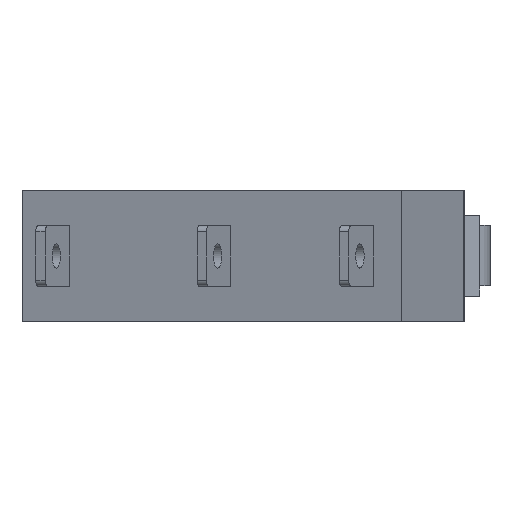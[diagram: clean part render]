
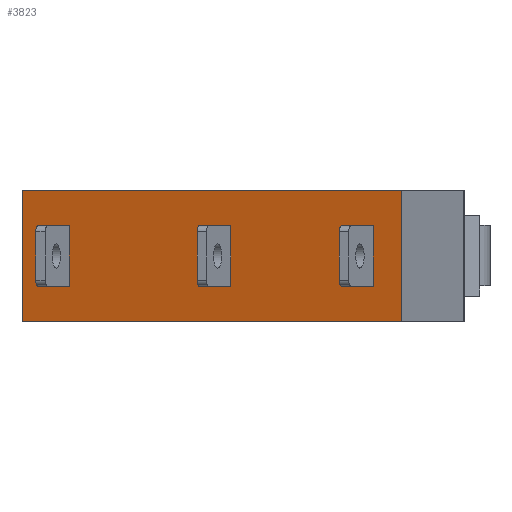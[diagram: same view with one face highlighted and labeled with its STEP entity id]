
A CAD part, front view. The second image highlights one B-rep face of the part: STEP entity #3823.
In plain terms, the highlighted planar face has unit normal (-0.342, -0.94, 0).
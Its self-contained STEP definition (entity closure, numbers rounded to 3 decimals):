
#9 = VERTEX_POINT ( 'NONE', #67 ) ;
#52 = FACE_OUTER_BOUND ( 'NONE', #3687, .T. ) ;
#67 = CARTESIAN_POINT ( 'NONE',  ( 14.859, -32.151, 25.77 ) ) ;
#83 = CARTESIAN_POINT ( 'NONE',  ( 29.894, -37.623, 25.77 ) ) ;
#90 = VECTOR ( 'NONE', #2642, 1000. ) ;
#105 = LINE ( 'NONE', #2239, #1877 ) ;
#192 = LINE ( 'NONE', #3816, #3878 ) ;
#197 = ORIENTED_EDGE ( 'NONE', *, *, #2987, .T. ) ;
#212 = LINE ( 'NONE', #4278, #2089 ) ;
#220 = CARTESIAN_POINT ( 'NONE',  ( 12.98, -31.467, 27.52 ) ) ;
#221 = EDGE_LOOP ( 'NONE', ( #2334, #1741, #2194, #533 ) ) ;
#267 = VERTEX_POINT ( 'NONE', #3770 ) ;
#305 = DIRECTION ( 'NONE',  ( -0.94, 0.342, 0. ) ) ;
#337 = VERTEX_POINT ( 'NONE', #3830 ) ;
#413 = EDGE_CURVE ( 'NONE', #2271, #2265, #3405, .T. ) ;
#486 = EDGE_LOOP ( 'NONE', ( #2661, #1576, #1148, #795 ) ) ;
#497 = CARTESIAN_POINT ( 'NONE',  ( 30.364, -37.794, 25.77 ) ) ;
#533 = ORIENTED_EDGE ( 'NONE', *, *, #734, .F. ) ;
#596 = VERTEX_POINT ( 'NONE', #708 ) ;
#630 = ORIENTED_EDGE ( 'NONE', *, *, #3500, .F. ) ;
#701 = VERTEX_POINT ( 'NONE', #1651 ) ;
#704 = EDGE_CURVE ( 'NONE', #4047, #267, #192, .T. ) ;
#708 = CARTESIAN_POINT ( 'NONE',  ( 22.847, -35.058, 22.77 ) ) ;
#709 = LINE ( 'NONE', #4496, #1435 ) ;
#734 = EDGE_CURVE ( 'NONE', #1796, #337, #3030, .T. ) ;
#795 = ORIENTED_EDGE ( 'NONE', *, *, #704, .F. ) ;
#847 = ORIENTED_EDGE ( 'NONE', *, *, #2072, .F. ) ;
#1003 = VECTOR ( 'NONE', #1517, 1000. ) ;
#1038 = VERTEX_POINT ( 'NONE', #1833 ) ;
#1073 = CARTESIAN_POINT ( 'NONE',  ( 14.859, -32.151, 25.77 ) ) ;
#1093 = VERTEX_POINT ( 'NONE', #83 ) ;
#1115 = LINE ( 'NONE', #2245, #1003 ) ;
#1148 = ORIENTED_EDGE ( 'NONE', *, *, #1280, .F. ) ;
#1280 = EDGE_CURVE ( 'NONE', #267, #2424, #3786, .T. ) ;
#1301 = DIRECTION ( 'NONE',  ( 0.94, -0.342, 0. ) ) ;
#1355 = DIRECTION ( 'NONE',  ( 0., 0., 1. ) ) ;
#1368 = CARTESIAN_POINT ( 'NONE',  ( 31.774, -38.307, 27.52 ) ) ;
#1435 = VECTOR ( 'NONE', #2717, 1000. ) ;
#1457 = EDGE_CURVE ( 'NONE', #4226, #2316, #709, .T. ) ;
#1517 = DIRECTION ( 'NONE',  ( -0.94, 0.342, 0. ) ) ;
#1540 = CARTESIAN_POINT ( 'NONE',  ( 22.847, -35.058, 25.77 ) ) ;
#1576 = ORIENTED_EDGE ( 'NONE', *, *, #3040, .F. ) ;
#1615 = VECTOR ( 'NONE', #4314, 1000. ) ;
#1624 = AXIS2_PLACEMENT_3D ( 'NONE', #4230, #2082, #4580 ) ;
#1628 = EDGE_CURVE ( 'NONE', #2076, #4328, #4421, .T. ) ;
#1645 = CARTESIAN_POINT ( 'NONE',  ( 12.98, -31.467, 21.02 ) ) ;
#1651 = CARTESIAN_POINT ( 'NONE',  ( 15.329, -32.322, 25.77 ) ) ;
#1667 = DIRECTION ( 'NONE',  ( 0.94, -0.342, 0. ) ) ;
#1674 = VECTOR ( 'NONE', #3113, 1000. ) ;
#1700 = CARTESIAN_POINT ( 'NONE',  ( 23.317, -35.229, 25.77 ) ) ;
#1701 = ORIENTED_EDGE ( 'NONE', *, *, #413, .T. ) ;
#1741 = ORIENTED_EDGE ( 'NONE', *, *, #3308, .F. ) ;
#1772 = EDGE_CURVE ( 'NONE', #337, #701, #4468, .T. ) ;
#1796 = VERTEX_POINT ( 'NONE', #3280 ) ;
#1815 = VECTOR ( 'NONE', #2452, 1000. ) ;
#1833 = CARTESIAN_POINT ( 'NONE',  ( 22.847, -35.058, 25.77 ) ) ;
#1877 = VECTOR ( 'NONE', #3326, 1000. ) ;
#1896 = DIRECTION ( 'NONE',  ( 0., 0., -1. ) ) ;
#1905 = CARTESIAN_POINT ( 'NONE',  ( 31.774, -38.307, 21.02 ) ) ;
#1934 = LINE ( 'NONE', #2800, #1815 ) ;
#1967 = VECTOR ( 'NONE', #1667, 1000. ) ;
#2013 = CARTESIAN_POINT ( 'NONE',  ( 14.859, -32.151, 22.77 ) ) ;
#2072 = EDGE_CURVE ( 'NONE', #4328, #1038, #1115, .T. ) ;
#2076 = VERTEX_POINT ( 'NONE', #3334 ) ;
#2082 = DIRECTION ( 'NONE',  ( 0.342, 0.94, 0. ) ) ;
#2087 = ORIENTED_EDGE ( 'NONE', *, *, #4264, .F. ) ;
#2089 = VECTOR ( 'NONE', #2138, 1000. ) ;
#2115 = CARTESIAN_POINT ( 'NONE',  ( 30.364, -37.794, 25.77 ) ) ;
#2138 = DIRECTION ( 'NONE',  ( 0., 0., -1. ) ) ;
#2145 = VECTOR ( 'NONE', #3566, 1000. ) ;
#2194 = ORIENTED_EDGE ( 'NONE', *, *, #1772, .F. ) ;
#2199 = CARTESIAN_POINT ( 'NONE',  ( 15.329, -32.322, 25.77 ) ) ;
#2214 = ORIENTED_EDGE ( 'NONE', *, *, #1628, .F. ) ;
#2239 = CARTESIAN_POINT ( 'NONE',  ( 29.894, -37.623, 25.77 ) ) ;
#2245 = CARTESIAN_POINT ( 'NONE',  ( 22.847, -35.058, 25.77 ) ) ;
#2265 = VERTEX_POINT ( 'NONE', #4134 ) ;
#2271 = VERTEX_POINT ( 'NONE', #3775 ) ;
#2316 = VERTEX_POINT ( 'NONE', #220 ) ;
#2318 = LINE ( 'NONE', #3176, #4118 ) ;
#2334 = ORIENTED_EDGE ( 'NONE', *, *, #4584, .F. ) ;
#2424 = VERTEX_POINT ( 'NONE', #2115 ) ;
#2426 = CARTESIAN_POINT ( 'NONE',  ( 31.774, -38.307, 21.02 ) ) ;
#2448 = VECTOR ( 'NONE', #1355, 1000. ) ;
#2452 = DIRECTION ( 'NONE',  ( -0.94, 0.342, 0. ) ) ;
#2488 = CARTESIAN_POINT ( 'NONE',  ( 23.317, -35.229, 25.77 ) ) ;
#2642 = DIRECTION ( 'NONE',  ( 0., 0., 1. ) ) ;
#2661 = ORIENTED_EDGE ( 'NONE', *, *, #4094, .F. ) ;
#2717 = DIRECTION ( 'NONE',  ( 0., 0., 1. ) ) ;
#2748 = LINE ( 'NONE', #1905, #3730 ) ;
#2761 = ORIENTED_EDGE ( 'NONE', *, *, #1457, .F. ) ;
#2778 = FACE_BOUND ( 'NONE', #221, .T. ) ;
#2800 = CARTESIAN_POINT ( 'NONE',  ( 29.894, -37.623, 25.77 ) ) ;
#2825 = LINE ( 'NONE', #1540, #4618 ) ;
#2879 = VECTOR ( 'NONE', #305, 1000. ) ;
#2987 = EDGE_CURVE ( 'NONE', #2265, #2316, #3847, .T. ) ;
#3030 = LINE ( 'NONE', #2013, #1967 ) ;
#3040 = EDGE_CURVE ( 'NONE', #2424, #1093, #1934, .T. ) ;
#3102 = LINE ( 'NONE', #1073, #2145 ) ;
#3113 = DIRECTION ( 'NONE',  ( 0., 0., 1. ) ) ;
#3176 = CARTESIAN_POINT ( 'NONE',  ( 22.847, -35.058, 22.77 ) ) ;
#3280 = CARTESIAN_POINT ( 'NONE',  ( 14.859, -32.151, 22.77 ) ) ;
#3308 = EDGE_CURVE ( 'NONE', #701, #9, #3102, .T. ) ;
#3309 = CARTESIAN_POINT ( 'NONE',  ( 29.894, -37.623, 22.77 ) ) ;
#3326 = DIRECTION ( 'NONE',  ( 0., 0., -1. ) ) ;
#3334 = CARTESIAN_POINT ( 'NONE',  ( 23.317, -35.229, 22.77 ) ) ;
#3405 = LINE ( 'NONE', #2426, #2448 ) ;
#3500 = EDGE_CURVE ( 'NONE', #2271, #4226, #2748, .T. ) ;
#3536 = DIRECTION ( 'NONE',  ( 0.94, -0.342, 0. ) ) ;
#3566 = DIRECTION ( 'NONE',  ( -0.94, 0.342, 0. ) ) ;
#3687 = EDGE_LOOP ( 'NONE', ( #197, #2761, #630, #1701 ) ) ;
#3730 = VECTOR ( 'NONE', #4059, 1000. ) ;
#3752 = FACE_BOUND ( 'NONE', #4531, .T. ) ;
#3770 = CARTESIAN_POINT ( 'NONE',  ( 30.364, -37.794, 22.77 ) ) ;
#3775 = CARTESIAN_POINT ( 'NONE',  ( 31.774, -38.307, 21.02 ) ) ;
#3786 = LINE ( 'NONE', #497, #90 ) ;
#3816 = CARTESIAN_POINT ( 'NONE',  ( 29.894, -37.623, 22.77 ) ) ;
#3823 = ADVANCED_FACE ( 'NONE', ( #3752, #52, #2778, #4569 ), #4210, .F. ) ;
#3830 = CARTESIAN_POINT ( 'NONE',  ( 15.329, -32.322, 22.77 ) ) ;
#3847 = LINE ( 'NONE', #1368, #2879 ) ;
#3878 = VECTOR ( 'NONE', #1301, 1000. ) ;
#4047 = VERTEX_POINT ( 'NONE', #3309 ) ;
#4059 = DIRECTION ( 'NONE',  ( -0.94, 0.342, 0. ) ) ;
#4094 = EDGE_CURVE ( 'NONE', #1093, #4047, #105, .T. ) ;
#4095 = EDGE_CURVE ( 'NONE', #1038, #596, #2825, .T. ) ;
#4118 = VECTOR ( 'NONE', #3536, 1000. ) ;
#4134 = CARTESIAN_POINT ( 'NONE',  ( 31.774, -38.307, 27.52 ) ) ;
#4207 = ORIENTED_EDGE ( 'NONE', *, *, #4095, .F. ) ;
#4210 = PLANE ( 'NONE',  #1624 ) ;
#4226 = VERTEX_POINT ( 'NONE', #1645 ) ;
#4230 = CARTESIAN_POINT ( 'NONE',  ( 31.774, -38.307, 21.02 ) ) ;
#4264 = EDGE_CURVE ( 'NONE', #596, #2076, #2318, .T. ) ;
#4278 = CARTESIAN_POINT ( 'NONE',  ( 14.859, -32.151, 25.77 ) ) ;
#4314 = DIRECTION ( 'NONE',  ( 0., 0., 1. ) ) ;
#4328 = VERTEX_POINT ( 'NONE', #2488 ) ;
#4421 = LINE ( 'NONE', #1700, #1674 ) ;
#4468 = LINE ( 'NONE', #2199, #1615 ) ;
#4496 = CARTESIAN_POINT ( 'NONE',  ( 12.98, -31.467, 21.02 ) ) ;
#4531 = EDGE_LOOP ( 'NONE', ( #4207, #847, #2214, #2087 ) ) ;
#4569 = FACE_BOUND ( 'NONE', #486, .T. ) ;
#4580 = DIRECTION ( 'NONE',  ( 0., 0., -1. ) ) ;
#4584 = EDGE_CURVE ( 'NONE', #9, #1796, #212, .T. ) ;
#4618 = VECTOR ( 'NONE', #1896, 1000. ) ;
